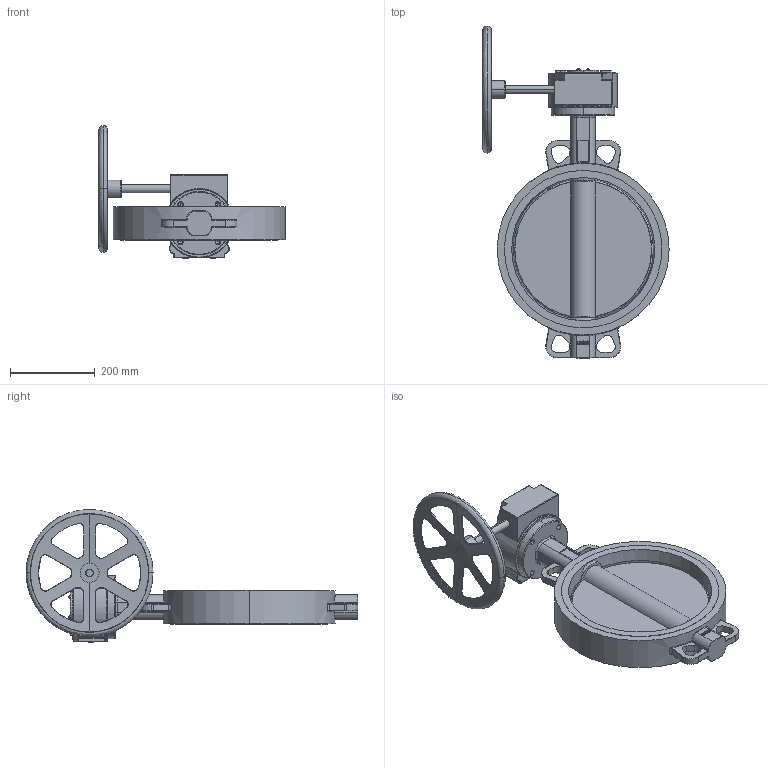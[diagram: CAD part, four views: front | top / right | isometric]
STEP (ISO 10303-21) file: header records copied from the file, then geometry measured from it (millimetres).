
FILE_DESCRIPTION (( 'STEP AP203' ), '1' );
FILE_NAME ('J9_DN350_gear.STEP', '2020-03-04T07:29:02', ( '' ), ( '' ), 'SwSTEP 2.0', 'SolidWorks 2017', '' );
FILE_SCHEMA (( 'CONFIG_CONTROL_DESIGN' ));
Products named in the file (1): J9_DN350_gear
Bounding box: 440 x 784 x 314.5 mm (x, y, z)
Volume: 8690193.2 mm3; surface area: 769438.9 mm2
Topology: 1 solids, 9 shells, 989 faces, 2432 edges, 1471 vertices
Faces by surface type: plane 327, bspline 275, cylinder 243, cone 82, torus 56, sphere 6
Entity records: 44566 total; most frequent: CARTESIAN_POINT 23098, ORIENTED_EDGE 4772, DIRECTION 3976, EDGE_CURVE 2386, AXIS2_PLACEMENT_3D 1516, VERTEX_POINT 1471, EDGE_LOOP 1073, FACE_OUTER_BOUND 989
